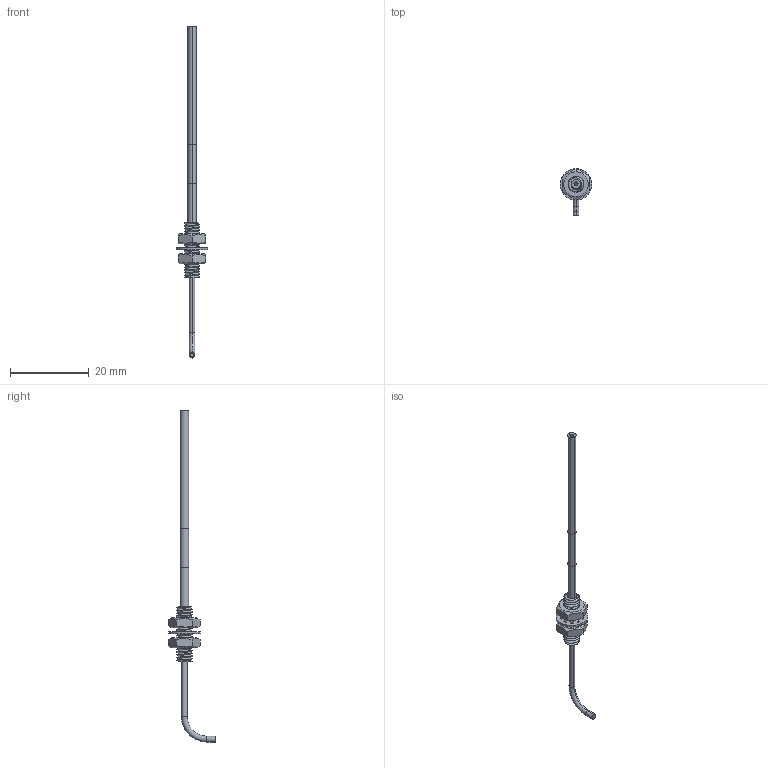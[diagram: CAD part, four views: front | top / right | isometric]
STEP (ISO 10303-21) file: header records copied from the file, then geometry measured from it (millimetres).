
FILE_DESCRIPTION((''),'2;1');
FILE_NAME('194034_ASM','2016-04-01T',('PDMAdmin'),(''),'PRO/ENGINEER BY PARAMETRIC TECHNOLOGY CORPORATION, 2013230','PRO/ENGINEER BY PARAMETRIC TECHNOLOGY CORPORATION, 2013230','');
FILE_SCHEMA(('CONFIG_CONTROL_DESIGN'));
Products named in the file (8): 51008; 40845; 40844; 28340_72619; FIBER_CORE_1MMX1; 10140; 72619_ASM; 194034_ASM
Assembly tree (8 placements, depth 3):
  194034_ASM
    72619_ASM
      51008
      40845
      40844  x2
      28340_72619
      FIBER_CORE_1MMX1
      10140
Bounding box: 8 x 11.94 x 84.29 mm (x, y, z)
Volume: 441.5 mm3; surface area: 1755 mm2
Topology: 7 solids, 10 shells, 173 faces, 440 edges, 281 vertices
Faces by surface type: cylinder 95, plane 46, bspline 16, cone 12, torus 4
Entity records: 9997 total; most frequent: CARTESIAN_POINT 6122, ORIENTED_EDGE 796, DIRECTION 738, EDGE_CURVE 402, AXIS2_PLACEMENT_3D 282, VERTEX_POINT 257, VECTOR 174, LINE 174
